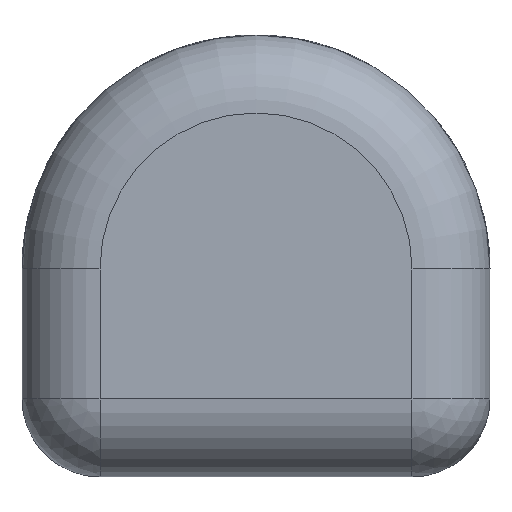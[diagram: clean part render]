
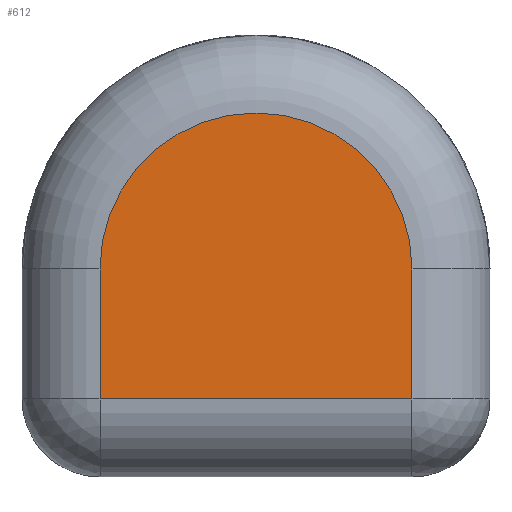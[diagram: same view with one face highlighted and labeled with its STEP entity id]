
A CAD part, left-side view. The second image highlights one B-rep face of the part: STEP entity #612.
In plain terms, the highlighted planar face has unit normal (-1, 0, 0).
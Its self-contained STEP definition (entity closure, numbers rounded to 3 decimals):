
#36=PLANE('',#677);
#59=FACE_OUTER_BOUND('',#97,.T.);
#97=EDGE_LOOP('',(#433,#434,#435,#436));
#135=LINE('',#960,#176);
#139=LINE('',#978,#180);
#141=LINE('',#984,#182);
#176=VECTOR('',#760,10.);
#180=VECTOR('',#786,10.);
#182=VECTOR('',#792,10.);
#226=CIRCLE('',#678,6.);
#262=VERTEX_POINT('',#957);
#263=VERTEX_POINT('',#959);
#266=VERTEX_POINT('',#977);
#268=VERTEX_POINT('',#983);
#319=EDGE_CURVE('',#262,#263,#135,.T.);
#329=EDGE_CURVE('',#263,#266,#139,.T.);
#332=EDGE_CURVE('',#268,#262,#141,.T.);
#333=EDGE_CURVE('',#266,#268,#226,.T.);
#433=ORIENTED_EDGE('',*,*,#319,.F.);
#434=ORIENTED_EDGE('',*,*,#332,.F.);
#435=ORIENTED_EDGE('',*,*,#333,.F.);
#436=ORIENTED_EDGE('',*,*,#329,.F.);
#612=ADVANCED_FACE('',(#59),#36,.T.);
#677=AXIS2_PLACEMENT_3D('',#982,#790,#791);
#678=AXIS2_PLACEMENT_3D('',#985,#793,#794);
#760=DIRECTION('',(0.,1.,0.));
#786=DIRECTION('',(0.,0.,1.));
#790=DIRECTION('center_axis',(-1.,0.,0.));
#791=DIRECTION('ref_axis',(0.,0.,1.));
#792=DIRECTION('',(0.,0.,-1.));
#793=DIRECTION('center_axis',(1.,0.,0.));
#794=DIRECTION('ref_axis',(0.,0.,1.));
#957=CARTESIAN_POINT('',(0.,3.,36.));
#959=CARTESIAN_POINT('',(0.,15.,36.));
#960=CARTESIAN_POINT('',(0.,4.5,36.));
#977=CARTESIAN_POINT('',(0.,15.,41.));
#978=CARTESIAN_POINT('',(0.,15.,12.5));
#982=CARTESIAN_POINT('Origin',(0.,0.,0.));
#983=CARTESIAN_POINT('',(0.,3.,41.));
#984=CARTESIAN_POINT('',(0.,3.,12.5));
#985=CARTESIAN_POINT('Origin',(0.,9.,41.));
